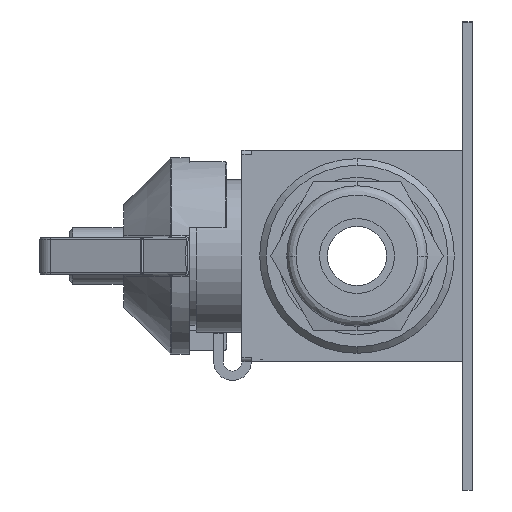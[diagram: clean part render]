
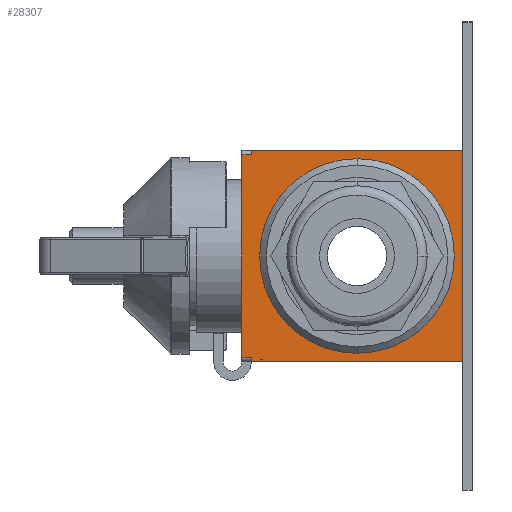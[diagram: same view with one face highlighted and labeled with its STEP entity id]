
A CAD part, front view. The second image highlights one B-rep face of the part: STEP entity #28307.
In plain terms, the highlighted planar face has unit normal (0, -1, 0).
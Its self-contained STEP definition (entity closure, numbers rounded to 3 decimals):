
#1694 = VERTEX_POINT ( 'NONE', #23686 ) ;
#2528 = EDGE_CURVE ( 'NONE', #47124, #31330, #11044, .T. ) ;
#2545 = CARTESIAN_POINT ( 'NONE',  ( 0., 0., 22.1 ) ) ;
#2607 = AXIS2_PLACEMENT_3D ( 'NONE', #12688, #43101, #17046 ) ;
#3003 = CARTESIAN_POINT ( 'NONE',  ( 22.6, 0., 0. ) ) ;
#3736 = ORIENTED_EDGE ( 'NONE', *, *, #20598, .T. ) ;
#4174 = LINE ( 'NONE', #24663, #13007 ) ;
#6853 = DIRECTION ( 'NONE',  ( 0., 0., -1. ) ) ;
#7656 = LINE ( 'NONE', #10070, #53877 ) ;
#8370 = EDGE_CURVE ( 'NONE', #1694, #18666, #13169, .T. ) ;
#9591 = FACE_BOUND ( 'NONE', #42389, .T. ) ;
#10070 = CARTESIAN_POINT ( 'NONE',  ( 0., 0., 0. ) ) ;
#10977 = FACE_OUTER_BOUND ( 'NONE', #44063, .T. ) ;
#11044 = CIRCLE ( 'NONE', #21798, 10.4 ) ;
#11353 = CARTESIAN_POINT ( 'NONE',  ( 0., 0., 0. ) ) ;
#11783 = CARTESIAN_POINT ( 'NONE',  ( 22.6, 0., 22.6 ) ) ;
#12201 = CARTESIAN_POINT ( 'NONE',  ( 22.6, 0., 0. ) ) ;
#12688 = CARTESIAN_POINT ( 'NONE',  ( 11.3, 0., 11.3 ) ) ;
#13007 = VECTOR ( 'NONE', #55088, 1000. ) ;
#13169 = LINE ( 'NONE', #16376, #23316 ) ;
#13461 = VECTOR ( 'NONE', #45058, 1000. ) ;
#14882 = VECTOR ( 'NONE', #27285, 1000. ) ;
#15447 = ORIENTED_EDGE ( 'NONE', *, *, #29589, .T. ) ;
#16355 = DIRECTION ( 'NONE',  ( 0., 0., 1. ) ) ;
#16360 = CARTESIAN_POINT ( 'NONE',  ( -1., 0., 22.1 ) ) ;
#16376 = CARTESIAN_POINT ( 'NONE',  ( -1., 0., 0.5 ) ) ;
#16951 = DIRECTION ( 'NONE',  ( 0., -1., 0. ) ) ;
#17045 = CARTESIAN_POINT ( 'NONE',  ( 0., 0., 22.6 ) ) ;
#17046 = DIRECTION ( 'NONE',  ( 0., 0., -1. ) ) ;
#18099 = VERTEX_POINT ( 'NONE', #2545 ) ;
#18666 = VERTEX_POINT ( 'NONE', #19759 ) ;
#18846 = VERTEX_POINT ( 'NONE', #29628 ) ;
#19078 = CIRCLE ( 'NONE', #2607, 10.4 ) ;
#19529 = VECTOR ( 'NONE', #26432, 1000. ) ;
#19631 = VERTEX_POINT ( 'NONE', #11353 ) ;
#19750 = CARTESIAN_POINT ( 'NONE',  ( 0., 0., 0. ) ) ;
#19759 = CARTESIAN_POINT ( 'NONE',  ( -1., 0., 0.5 ) ) ;
#20598 = EDGE_CURVE ( 'NONE', #19631, #51652, #7656, .T. ) ;
#20723 = DIRECTION ( 'NONE',  ( -1., 0., 0. ) ) ;
#20954 = EDGE_CURVE ( 'NONE', #56394, #18846, #25942, .T. ) ;
#21798 = AXIS2_PLACEMENT_3D ( 'NONE', #42998, #16951, #47350 ) ;
#23316 = VECTOR ( 'NONE', #20723, 1000. ) ;
#23686 = CARTESIAN_POINT ( 'NONE',  ( 0., 0., 0.5 ) ) ;
#24663 = CARTESIAN_POINT ( 'NONE',  ( 0., 0., 0. ) ) ;
#24996 = LINE ( 'NONE', #53631, #13461 ) ;
#25942 = LINE ( 'NONE', #17045, #47723 ) ;
#26389 = ORIENTED_EDGE ( 'NONE', *, *, #55330, .F. ) ;
#26416 = LINE ( 'NONE', #35652, #14882 ) ;
#26432 = DIRECTION ( 'NONE',  ( 0., 0., -1. ) ) ;
#27285 = DIRECTION ( 'NONE',  ( -1., 0., 0. ) ) ;
#28307 = ADVANCED_FACE ( 'NONE', ( #9591, #10977 ), #28499, .T. ) ;
#28499 = PLANE ( 'NONE',  #33027 ) ;
#28692 = ORIENTED_EDGE ( 'NONE', *, *, #36990, .T. ) ;
#29589 = EDGE_CURVE ( 'NONE', #18099, #41457, #26416, .T. ) ;
#29628 = CARTESIAN_POINT ( 'NONE',  ( 0., 0., 22.6 ) ) ;
#30086 = EDGE_CURVE ( 'NONE', #1694, #19631, #24996, .T. ) ;
#31146 = ORIENTED_EDGE ( 'NONE', *, *, #30086, .T. ) ;
#31330 = VERTEX_POINT ( 'NONE', #41783 ) ;
#31906 = VECTOR ( 'NONE', #16355, 1000. ) ;
#32902 = DIRECTION ( 'NONE',  ( 0., -1., 0. ) ) ;
#33027 = AXIS2_PLACEMENT_3D ( 'NONE', #19750, #32902, #6853 ) ;
#33848 = LINE ( 'NONE', #39391, #19529 ) ;
#35652 = CARTESIAN_POINT ( 'NONE',  ( -1., 0., 22.1 ) ) ;
#36990 = EDGE_CURVE ( 'NONE', #51652, #56394, #55025, .T. ) ;
#39391 = CARTESIAN_POINT ( 'NONE',  ( -1., 0., 22.1 ) ) ;
#40481 = DIRECTION ( 'NONE',  ( 1., 0., 0. ) ) ;
#41153 = ORIENTED_EDGE ( 'NONE', *, *, #8370, .F. ) ;
#41457 = VERTEX_POINT ( 'NONE', #16360 ) ;
#41783 = CARTESIAN_POINT ( 'NONE',  ( 11.3, 0., 21.7 ) ) ;
#42389 = EDGE_LOOP ( 'NONE', ( #44071, #26389 ) ) ;
#42830 = EDGE_CURVE ( 'NONE', #41457, #18666, #33848, .T. ) ;
#42998 = CARTESIAN_POINT ( 'NONE',  ( 11.3, 0., 11.3 ) ) ;
#43100 = DIRECTION ( 'NONE',  ( -1., 0., 0. ) ) ;
#43101 = DIRECTION ( 'NONE',  ( 0., -1., 0. ) ) ;
#44063 = EDGE_LOOP ( 'NONE', ( #47632, #55482, #15447, #51375, #41153, #31146, #3736, #28692 ) ) ;
#44071 = ORIENTED_EDGE ( 'NONE', *, *, #2528, .F. ) ;
#45058 = DIRECTION ( 'NONE',  ( 0., 0., -1. ) ) ;
#47124 = VERTEX_POINT ( 'NONE', #52662 ) ;
#47350 = DIRECTION ( 'NONE',  ( 0., 0., -1. ) ) ;
#47632 = ORIENTED_EDGE ( 'NONE', *, *, #20954, .T. ) ;
#47723 = VECTOR ( 'NONE', #43100, 1000. ) ;
#51375 = ORIENTED_EDGE ( 'NONE', *, *, #42830, .T. ) ;
#51652 = VERTEX_POINT ( 'NONE', #3003 ) ;
#52662 = CARTESIAN_POINT ( 'NONE',  ( 11.3, 0., 0.9 ) ) ;
#53631 = CARTESIAN_POINT ( 'NONE',  ( 0., 0., 0. ) ) ;
#53877 = VECTOR ( 'NONE', #40481, 1000. ) ;
#55025 = LINE ( 'NONE', #12201, #31906 ) ;
#55088 = DIRECTION ( 'NONE',  ( 0., 0., -1. ) ) ;
#55231 = EDGE_CURVE ( 'NONE', #18846, #18099, #4174, .T. ) ;
#55330 = EDGE_CURVE ( 'NONE', #31330, #47124, #19078, .T. ) ;
#55482 = ORIENTED_EDGE ( 'NONE', *, *, #55231, .T. ) ;
#56394 = VERTEX_POINT ( 'NONE', #11783 ) ;
